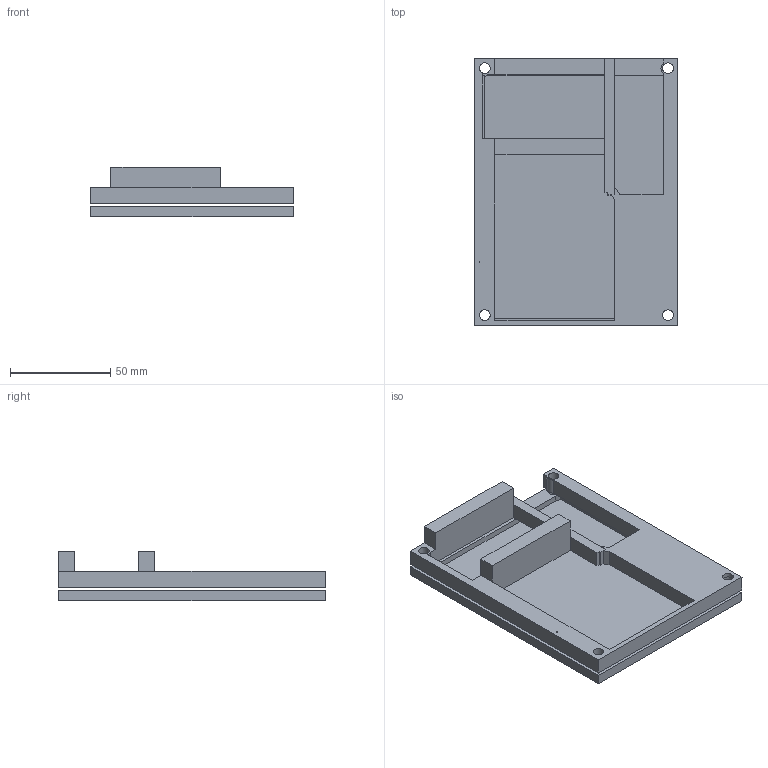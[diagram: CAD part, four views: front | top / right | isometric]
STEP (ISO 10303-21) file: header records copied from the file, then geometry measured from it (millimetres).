
FILE_DESCRIPTION(/* description */ (''),/* implementation_level */ '2;1');
FILE_NAME(/* name */ 'pcb_keypad v5.step',/* time_stamp */ '2023-01-24T02:18:38+01:00',/* author */ (''),/* organization */ (''),/* preprocessor_version */ 'ST-DEVELOPER v19.2',/* originating_system */ 'Autodesk Translation Framework v11.17.0.187',/* authorisation */ '');
FILE_SCHEMA (('AUTOMOTIVE_DESIGN { 1 0 10303 214 3 1 1 }'));
Length unit declared in the file: millimetre
Products named in the file (3): pcb_keypad; RoboBee_keypad v2; Board
Assembly tree (2 placements, depth 3):
  pcb_keypad
    RoboBee_keypad v2
      Board
Bounding box: 101.27 x 133.02 x 24.57 mm (x, y, z)
Volume: 73155.7 mm3; surface area: 53133.4 mm2
Topology: 2 solids, 2 shells, 70 faces, 200 edges, 134 vertices
Faces by surface type: plane 52, cylinder 18
Full cylindrical faces by diameter (mm): 0.35 x2, 5.4 x8, 5.408 x1
Entity records: 2412 total; most frequent: CARTESIAN_POINT 410, ORIENTED_EDGE 400, DIRECTION 388, EDGE_CURVE 200, LINE 164, VECTOR 164, VERTEX_POINT 134, AXIS2_PLACEMENT_3D 112
